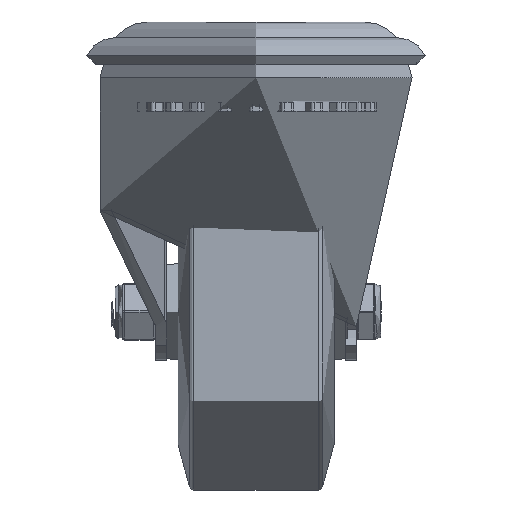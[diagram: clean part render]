
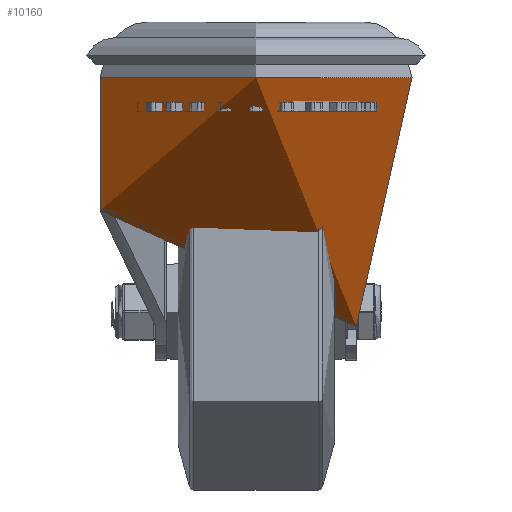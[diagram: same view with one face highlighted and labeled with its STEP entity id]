
A CAD part, left-side view. The second image highlights one B-rep face of the part: STEP entity #10160.
In plain terms, the highlighted cylindrical face has radius 35 mm (diameter 70 mm), a full revolution.
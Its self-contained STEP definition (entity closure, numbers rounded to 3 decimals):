
#154=B_SPLINE_CURVE_WITH_KNOTS('',3,(#15873,#15874,#15875,#15876,#15877,
#15878,#15879,#15880,#15881,#15882,#15883,#15884,#15885,#15886,#15887,#15888,
#15889,#15890,#15891,#15892,#15893,#15894,#15895,#15896,#15897,#15898,#15899,
#15900,#15901,#15902,#15903,#15904,#15905,#15906,#15907,#15908,#15909,#15910,
#15911,#15912,#15913,#15914,#15915,#15916),.UNSPECIFIED.,.F.,.F.,(4,2,2,
2,2,2,2,2,2,2,2,2,2,2,2,2,2,2,2,2,2,4),(6.422,7.254,
8.086,8.917,9.749,10.397,11.045,
11.693,12.341,12.989,13.637,14.285,
14.934,15.765,16.597,17.429,18.26,
19.198,20.136,21.074,22.011,22.093),
 .UNSPECIFIED.);
#155=B_SPLINE_CURVE_WITH_KNOTS('',3,(#15920,#15921,#15922,#15923,#15924,
#15925,#15926,#15927,#15928,#15929),.UNSPECIFIED.,.F.,.F.,(4,2,2,2,4),(-0.839,
-0.739,-0.639,-0.526,-0.413),
 .UNSPECIFIED.);
#156=B_SPLINE_CURVE_WITH_KNOTS('',3,(#15933,#15934,#15935,#15936,#15937,
#15938,#15939,#15940,#15941,#15942),.UNSPECIFIED.,.F.,.F.,(4,2,2,2,4),(-0.426,
-0.314,-0.201,-0.1,0.),
 .UNSPECIFIED.);
#157=B_SPLINE_CURVE_WITH_KNOTS('',3,(#15945,#15946,#15947,#15948,#15949,
#15950,#15951,#15952,#15953,#15954,#15955,#15956),.UNSPECIFIED.,.F.,.F.,
(4,2,2,2,2,4),(2.589,2.671,3.609,4.547,
5.485,6.422),.UNSPECIFIED.);
#758=CYLINDRICAL_SURFACE('',#11098,35.);
#1219=LINE('',#15871,#2076);
#1220=LINE('',#15918,#2077);
#1221=LINE('',#15944,#2078);
#2076=VECTOR('',#12908,35.);
#2077=VECTOR('',#12909,1000.);
#2078=VECTOR('',#12912,1000.);
#2829=FACE_OUTER_BOUND('',#3430,.T.);
#3430=EDGE_LOOP('',(#7924,#7925,#7926,#7927,#7928,#7929,#7930,#7931,#7932,
#7933));
#4080=CIRCLE('',#11082,35.);
#4092=CIRCLE('',#11099,35.);
#4704=VERTEX_POINT('',#15842);
#4713=VERTEX_POINT('',#15870);
#4714=VERTEX_POINT('',#15872);
#4715=VERTEX_POINT('',#15917);
#4716=VERTEX_POINT('',#15919);
#4717=VERTEX_POINT('',#15930);
#4718=VERTEX_POINT('',#15932);
#4719=VERTEX_POINT('',#15943);
#5864=EDGE_CURVE('',#4704,#4704,#4080,.T.);
#5878=EDGE_CURVE('',#4704,#4713,#1219,.T.);
#5879=EDGE_CURVE('',#4713,#4714,#154,.T.);
#5880=EDGE_CURVE('',#4714,#4715,#1220,.T.);
#5881=EDGE_CURVE('',#4716,#4715,#155,.F.);
#5882=EDGE_CURVE('',#4716,#4717,#4092,.T.);
#5883=EDGE_CURVE('',#4718,#4717,#156,.F.);
#5884=EDGE_CURVE('',#4718,#4719,#1221,.T.);
#5885=EDGE_CURVE('',#4719,#4713,#157,.T.);
#7924=ORIENTED_EDGE('',*,*,#5864,.F.);
#7925=ORIENTED_EDGE('',*,*,#5878,.T.);
#7926=ORIENTED_EDGE('',*,*,#5879,.T.);
#7927=ORIENTED_EDGE('',*,*,#5880,.T.);
#7928=ORIENTED_EDGE('',*,*,#5881,.F.);
#7929=ORIENTED_EDGE('',*,*,#5882,.T.);
#7930=ORIENTED_EDGE('',*,*,#5883,.F.);
#7931=ORIENTED_EDGE('',*,*,#5884,.T.);
#7932=ORIENTED_EDGE('',*,*,#5885,.T.);
#7933=ORIENTED_EDGE('',*,*,#5878,.F.);
#10160=ADVANCED_FACE('',(#2829),#758,.T.);
#11082=AXIS2_PLACEMENT_3D('',#15843,#12872,#12873);
#11098=AXIS2_PLACEMENT_3D('',#15869,#12906,#12907);
#11099=AXIS2_PLACEMENT_3D('',#15931,#12910,#12911);
#12872=DIRECTION('center_axis',(0.,0.,1.));
#12873=DIRECTION('ref_axis',(0.,-1.,0.));
#12906=DIRECTION('center_axis',(0.,0.,1.));
#12907=DIRECTION('ref_axis',(0.,-1.,0.));
#12908=DIRECTION('',(0.,0.,-1.));
#12909=DIRECTION('',(0.,0.,1.));
#12910=DIRECTION('center_axis',(0.,0.,1.));
#12911=DIRECTION('ref_axis',(0.,-1.,0.));
#12912=DIRECTION('',(0.,0.,-1.));
#15842=CARTESIAN_POINT('',(0.,35.,-3.009));
#15843=CARTESIAN_POINT('Origin',(0.,0.,-3.009));
#15869=CARTESIAN_POINT('Origin',(0.,0.,-66.511));
#15870=CARTESIAN_POINT('',(0.,35.,-32.843));
#15871=CARTESIAN_POINT('',(0.,35.,-66.511));
#15872=CARTESIAN_POINT('',(26.81,-22.5,-58.876));
#15873=CARTESIAN_POINT('Ctrl Pts',(0.,35.,-32.843));
#15874=CARTESIAN_POINT('Ctrl Pts',(-2.121,35.,-31.057));
#15875=CARTESIAN_POINT('Ctrl Pts',(-4.358,34.805,-29.231));
#15876=CARTESIAN_POINT('Ctrl Pts',(-8.903,33.928,-25.65));
#15877=CARTESIAN_POINT('Ctrl Pts',(-11.209,33.246,-23.894));
#15878=CARTESIAN_POINT('Ctrl Pts',(-15.716,31.368,-20.574));
#15879=CARTESIAN_POINT('Ctrl Pts',(-17.919,30.17,-19.007));
#15880=CARTESIAN_POINT('Ctrl Pts',(-22.053,27.295,-16.151));
#15881=CARTESIAN_POINT('Ctrl Pts',(-23.983,25.617,-14.862));
#15882=CARTESIAN_POINT('Ctrl Pts',(-27.044,22.306,-12.863));
#15883=CARTESIAN_POINT('Ctrl Pts',(-28.333,20.659,-12.039));
#15884=CARTESIAN_POINT('Ctrl Pts',(-30.643,17.046,-10.586));
#15885=CARTESIAN_POINT('Ctrl Pts',(-31.663,15.079,-9.957));
#15886=CARTESIAN_POINT('Ctrl Pts',(-33.319,10.946,-8.947));
#15887=CARTESIAN_POINT('Ctrl Pts',(-33.956,8.775,-8.564));
#15888=CARTESIAN_POINT('Ctrl Pts',(-34.796,4.382,-8.06));
#15889=CARTESIAN_POINT('Ctrl Pts',(-35.,2.16,-7.94));
#15890=CARTESIAN_POINT('Ctrl Pts',(-35.,-2.16,-7.94));
#15891=CARTESIAN_POINT('Ctrl Pts',(-34.796,-4.382,
-8.06));
#15892=CARTESIAN_POINT('Ctrl Pts',(-33.956,-8.775,
-8.564));
#15893=CARTESIAN_POINT('Ctrl Pts',(-33.319,-10.946,
-8.947));
#15894=CARTESIAN_POINT('Ctrl Pts',(-31.663,-15.079,-9.957));
#15895=CARTESIAN_POINT('Ctrl Pts',(-30.643,-17.046,
-10.586));
#15896=CARTESIAN_POINT('Ctrl Pts',(-28.333,-20.659,
-12.039));
#15897=CARTESIAN_POINT('Ctrl Pts',(-27.044,-22.306,
-12.863));
#15898=CARTESIAN_POINT('Ctrl Pts',(-23.983,-25.617,
-14.862));
#15899=CARTESIAN_POINT('Ctrl Pts',(-22.053,-27.295,-16.151));
#15900=CARTESIAN_POINT('Ctrl Pts',(-17.919,-30.17,-19.007));
#15901=CARTESIAN_POINT('Ctrl Pts',(-15.716,-31.368,-20.574));
#15902=CARTESIAN_POINT('Ctrl Pts',(-11.209,-33.246,
-23.894));
#15903=CARTESIAN_POINT('Ctrl Pts',(-8.903,-33.928,-25.65));
#15904=CARTESIAN_POINT('Ctrl Pts',(-4.358,-34.805,
-29.231));
#15905=CARTESIAN_POINT('Ctrl Pts',(-2.121,-35.,-31.057));
#15906=CARTESIAN_POINT('Ctrl Pts',(2.391,-35.,-34.856));
#15907=CARTESIAN_POINT('Ctrl Pts',(4.837,-34.752,-36.991));
#15908=CARTESIAN_POINT('Ctrl Pts',(9.67,-33.728,-41.371));
#15909=CARTESIAN_POINT('Ctrl Pts',(12.056,-32.953,-43.617));
#15910=CARTESIAN_POINT('Ctrl Pts',(16.624,-30.902,-48.075));
#15911=CARTESIAN_POINT('Ctrl Pts',(18.807,-29.625,-50.287));
#15912=CARTESIAN_POINT('Ctrl Pts',(22.853,-26.629,-54.522));
#15913=CARTESIAN_POINT('Ctrl Pts',(24.717,-24.909,-56.544));
#15914=CARTESIAN_POINT('Ctrl Pts',(26.52,-22.841,-58.552));
#15915=CARTESIAN_POINT('Ctrl Pts',(26.665,-22.672,-58.714));
#15916=CARTESIAN_POINT('Ctrl Pts',(26.81,-22.5,-58.876));
#15917=CARTESIAN_POINT('',(26.81,-22.5,-6.508));
#15918=CARTESIAN_POINT('',(26.81,-22.5,-35.259));
#15919=CARTESIAN_POINT('',(28.723,-20.,-4.008));
#15920=CARTESIAN_POINT('Ctrl Pts',(26.81,-22.5,-6.508));
#15921=CARTESIAN_POINT('Ctrl Pts',(26.81,-22.5,-6.173));
#15922=CARTESIAN_POINT('Ctrl Pts',(26.87,-22.429,-5.828));
#15923=CARTESIAN_POINT('Ctrl Pts',(27.087,-22.166,-5.215));
#15924=CARTESIAN_POINT('Ctrl Pts',(27.243,-21.974,-4.947));
#15925=CARTESIAN_POINT('Ctrl Pts',(27.591,-21.536,-4.509));
#15926=CARTESIAN_POINT('Ctrl Pts',(27.813,-21.251,-4.318));
#15927=CARTESIAN_POINT('Ctrl Pts',(28.271,-20.637,-4.068));
#15928=CARTESIAN_POINT('Ctrl Pts',(28.508,-20.308,-4.008));
#15929=CARTESIAN_POINT('Ctrl Pts',(28.723,-20.,-4.008));
#15930=CARTESIAN_POINT('',(28.723,20.,-4.008));
#15931=CARTESIAN_POINT('Origin',(0.,0.,-4.008));
#15932=CARTESIAN_POINT('',(26.81,22.5,-6.508));
#15933=CARTESIAN_POINT('Ctrl Pts',(28.723,20.,-4.008));
#15934=CARTESIAN_POINT('Ctrl Pts',(28.508,20.308,-4.008));
#15935=CARTESIAN_POINT('Ctrl Pts',(28.271,20.637,-4.068));
#15936=CARTESIAN_POINT('Ctrl Pts',(27.813,21.251,-4.318));
#15937=CARTESIAN_POINT('Ctrl Pts',(27.591,21.536,-4.509));
#15938=CARTESIAN_POINT('Ctrl Pts',(27.243,21.974,-4.947));
#15939=CARTESIAN_POINT('Ctrl Pts',(27.087,22.166,-5.215));
#15940=CARTESIAN_POINT('Ctrl Pts',(26.87,22.429,-5.828));
#15941=CARTESIAN_POINT('Ctrl Pts',(26.81,22.5,-6.173));
#15942=CARTESIAN_POINT('Ctrl Pts',(26.81,22.5,-6.508));
#15943=CARTESIAN_POINT('',(26.81,22.5,-58.876));
#15944=CARTESIAN_POINT('',(26.81,22.5,-35.259));
#15945=CARTESIAN_POINT('Ctrl Pts',(26.81,22.5,-58.876));
#15946=CARTESIAN_POINT('Ctrl Pts',(26.665,22.672,-58.714));
#15947=CARTESIAN_POINT('Ctrl Pts',(26.52,22.841,-58.552));
#15948=CARTESIAN_POINT('Ctrl Pts',(24.717,24.909,-56.544));
#15949=CARTESIAN_POINT('Ctrl Pts',(22.853,26.629,-54.522));
#15950=CARTESIAN_POINT('Ctrl Pts',(18.807,29.625,-50.287));
#15951=CARTESIAN_POINT('Ctrl Pts',(16.624,30.902,-48.075));
#15952=CARTESIAN_POINT('Ctrl Pts',(12.056,32.953,-43.617));
#15953=CARTESIAN_POINT('Ctrl Pts',(9.67,33.728,-41.371));
#15954=CARTESIAN_POINT('Ctrl Pts',(4.837,34.752,-36.991));
#15955=CARTESIAN_POINT('Ctrl Pts',(2.391,35.,-34.856));
#15956=CARTESIAN_POINT('Ctrl Pts',(0.,35.,-32.843));
